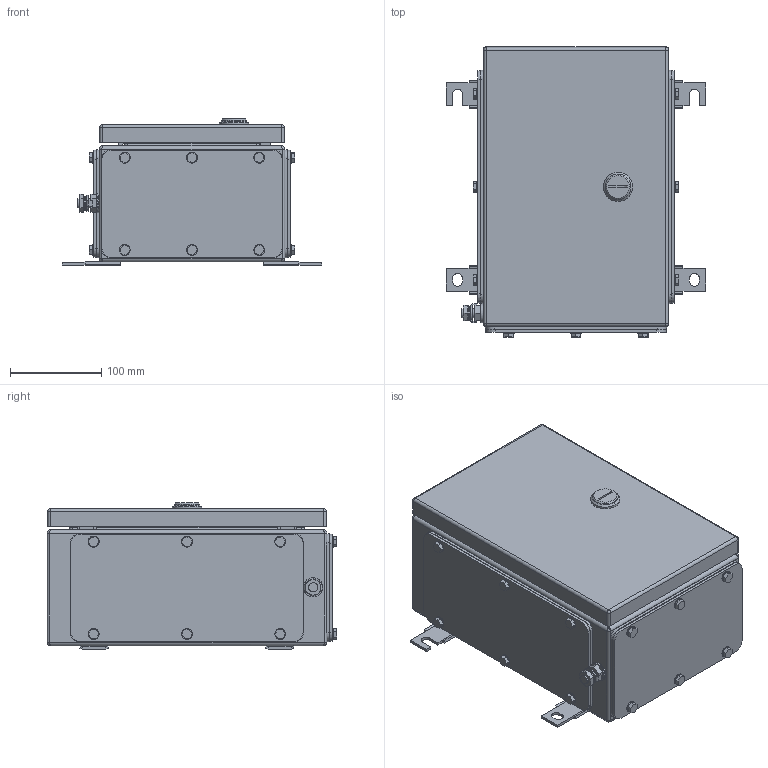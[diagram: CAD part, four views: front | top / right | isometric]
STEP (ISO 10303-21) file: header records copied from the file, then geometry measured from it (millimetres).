
FILE_DESCRIPTION(('CATIA V5 STEP Exchange','CAx-IF Rec.Pracs.--- Model Styling and Organization---1.4--- 2014-01-23'),'2;1');
FILE_NAME ('1530531-3_0_8000109886_8000109886_KTB_QL_302015_S4E3__LD.stp','2023-05-02T10:52:28+00:00',('none'),('Weidmueller'),'CATIA Version 5-6 Release 2016 SP3 HF44','CATIA V5 STEP AP214','none');
FILE_SCHEMA(('AUTOMOTIVE_DESIGN { 1 0 10303 214 1 1 1 1 }'));
Products named in the file (1): 8000109886_KTB_QL_302015_S4E3__LD
Bounding box: 284 x 317 x 159.8 mm (x, y, z)
Volume: 863736.1 mm3; surface area: 876747.6 mm2
Topology: 85 solids, 86 shells, 1746 faces, 4152 edges, 2639 vertices
Faces by surface type: cylinder 807, plane 727, cone 164, bspline 24, torus 16, sphere 8
Entity records: 56160 total; most frequent: CARTESIAN_POINT 17291, ORIENTED_EDGE 8140, DIRECTION 6902, EDGE_CURVE 4070, AXIS2_PLACEMENT_3D 2990, VERTEX_POINT 2639, VECTOR 2198, LINE 2198
